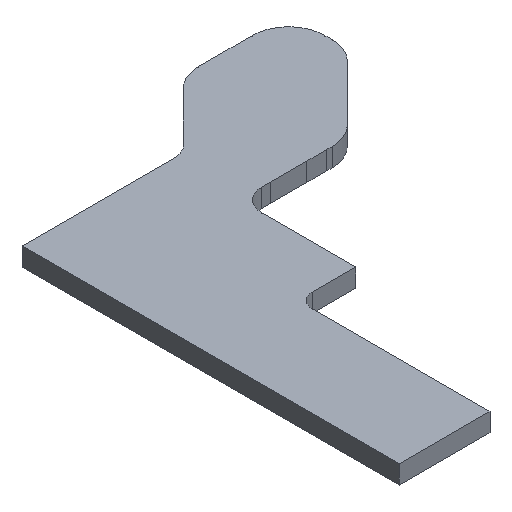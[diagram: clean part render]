
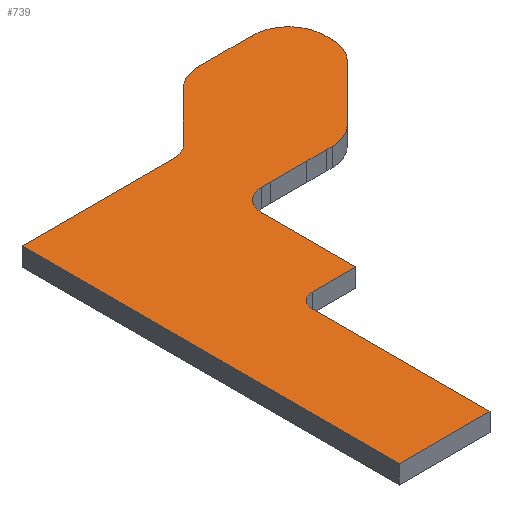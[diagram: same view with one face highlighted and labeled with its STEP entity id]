
A CAD part, isometric view. The second image highlights one B-rep face of the part: STEP entity #739.
In plain terms, the highlighted planar face has unit normal (0, 0, 1).
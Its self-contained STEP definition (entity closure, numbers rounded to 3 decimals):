
#52 = VERTEX_POINT('',#53);
#53 = CARTESIAN_POINT('',(0.127,-26.416,1.291));
#59 = EDGE_CURVE('',#52,#60,#62,.T.);
#60 = VERTEX_POINT('',#61);
#61 = CARTESIAN_POINT('',(6.477,-26.416,1.291));
#62 = LINE('',#63,#64);
#63 = CARTESIAN_POINT('',(0.127,-26.416,1.291));
#64 = VECTOR('',#65,1.);
#65 = DIRECTION('',(1.,0.,0.));
#90 = EDGE_CURVE('',#60,#91,#93,.T.);
#91 = VERTEX_POINT('',#92);
#92 = CARTESIAN_POINT('',(6.477,-13.97,1.291));
#93 = LINE('',#94,#95);
#94 = CARTESIAN_POINT('',(6.477,-26.416,1.291));
#95 = VECTOR('',#96,1.);
#96 = DIRECTION('',(0.,1.,0.));
#121 = EDGE_CURVE('',#91,#122,#124,.T.);
#122 = VERTEX_POINT('',#123);
#123 = CARTESIAN_POINT('',(7.493,-12.954,1.291));
#124 = CIRCLE('',#125,1.017);
#125 = AXIS2_PLACEMENT_3D('',#126,#127,#128);
#126 = CARTESIAN_POINT('',(7.494,-13.971,1.291));
#127 = DIRECTION('',(0.,0.,-1.));
#128 = DIRECTION('',(-1.,0.001,0.));
#154 = EDGE_CURVE('',#122,#155,#157,.T.);
#155 = VERTEX_POINT('',#156);
#156 = CARTESIAN_POINT('',(10.541,-12.954,1.291));
#157 = LINE('',#158,#159);
#158 = CARTESIAN_POINT('',(7.493,-12.954,1.291));
#159 = VECTOR('',#160,1.);
#160 = DIRECTION('',(1.,0.,0.));
#185 = EDGE_CURVE('',#155,#186,#188,.T.);
#186 = VERTEX_POINT('',#187);
#187 = CARTESIAN_POINT('',(10.541,-6.35,1.291));
#188 = LINE('',#189,#190);
#189 = CARTESIAN_POINT('',(10.541,-12.954,1.291));
#190 = VECTOR('',#191,1.);
#191 = DIRECTION('',(0.,1.,0.));
#216 = EDGE_CURVE('',#186,#217,#219,.T.);
#217 = VERTEX_POINT('',#218);
#218 = CARTESIAN_POINT('',(12.065,-4.826,1.291));
#219 = CIRCLE('',#220,1.523);
#220 = AXIS2_PLACEMENT_3D('',#221,#222,#223);
#221 = CARTESIAN_POINT('',(12.064,-6.349,1.291));
#222 = DIRECTION('',(0.,0.,-1.));
#223 = DIRECTION('',(-1.,-0.001,0.));
#249 = EDGE_CURVE('',#217,#250,#252,.T.);
#250 = VERTEX_POINT('',#251);
#251 = CARTESIAN_POINT('',(12.7,-4.826,1.291));
#252 = LINE('',#253,#254);
#253 = CARTESIAN_POINT('',(12.065,-4.826,1.291));
#254 = VECTOR('',#255,1.);
#255 = DIRECTION('',(1.,0.,0.));
#280 = EDGE_CURVE('',#250,#281,#283,.T.);
#281 = VERTEX_POINT('',#282);
#282 = CARTESIAN_POINT('',(15.24,-4.826,1.291));
#283 = LINE('',#284,#285);
#284 = CARTESIAN_POINT('',(12.7,-4.826,1.291));
#285 = VECTOR('',#286,1.);
#286 = DIRECTION('',(1.,0.,0.));
#311 = EDGE_CURVE('',#281,#312,#314,.T.);
#312 = VERTEX_POINT('',#313);
#313 = CARTESIAN_POINT('',(16.637,-4.826,1.291));
#314 = LINE('',#315,#316);
#315 = CARTESIAN_POINT('',(15.24,-4.826,1.291));
#316 = VECTOR('',#317,1.);
#317 = DIRECTION('',(1.,0.,0.));
#342 = EDGE_CURVE('',#312,#343,#345,.T.);
#343 = VERTEX_POINT('',#344);
#344 = CARTESIAN_POINT('',(17.018,-4.826,1.291));
#345 = LINE('',#346,#347);
#346 = CARTESIAN_POINT('',(16.637,-4.826,1.291));
#347 = VECTOR('',#348,1.);
#348 = DIRECTION('',(1.,0.,0.));
#373 = EDGE_CURVE('',#343,#374,#376,.T.);
#374 = VERTEX_POINT('',#375);
#375 = CARTESIAN_POINT('',(18.814,-4.082,1.291));
#376 = CIRCLE('',#377,2.536);
#377 = AXIS2_PLACEMENT_3D('',#378,#379,#380);
#378 = CARTESIAN_POINT('',(17.02,-2.29,1.291));
#379 = DIRECTION('',(0.,0.,1.));
#380 = DIRECTION('',(-0.001,-1.,0.));
#406 = EDGE_CURVE('',#374,#407,#409,.T.);
#407 = VERTEX_POINT('',#408);
#408 = CARTESIAN_POINT('',(22.751,-0.145,1.291));
#409 = LINE('',#410,#411);
#410 = CARTESIAN_POINT('',(18.814,-4.082,1.291));
#411 = VECTOR('',#412,1.);
#412 = DIRECTION('',(0.707,0.707,0.));
#437 = EDGE_CURVE('',#407,#438,#440,.T.);
#438 = VERTEX_POINT('',#439);
#439 = CARTESIAN_POINT('',(23.495,1.651,1.291));
#440 = CIRCLE('',#441,2.536);
#441 = AXIS2_PLACEMENT_3D('',#442,#443,#444);
#442 = CARTESIAN_POINT('',(20.959,1.649,1.291));
#443 = DIRECTION('',(0.,0.,1.));
#444 = DIRECTION('',(0.707,-0.708,0.));
#470 = EDGE_CURVE('',#438,#471,#473,.T.);
#471 = VERTEX_POINT('',#472);
#472 = CARTESIAN_POINT('',(23.495,2.159,1.291));
#473 = LINE('',#474,#475);
#474 = CARTESIAN_POINT('',(23.495,1.651,1.291));
#475 = VECTOR('',#476,1.);
#476 = DIRECTION('',(0.,1.,0.));
#501 = EDGE_CURVE('',#471,#502,#504,.T.);
#502 = VERTEX_POINT('',#503);
#503 = CARTESIAN_POINT('',(20.955,4.699,1.291));
#504 = CIRCLE('',#505,2.54);
#505 = AXIS2_PLACEMENT_3D('',#506,#507,#508);
#506 = CARTESIAN_POINT('',(20.955,2.159,1.291));
#507 = DIRECTION('',(0.,0.,1.));
#508 = DIRECTION('',(1.,0.,0.));
#534 = EDGE_CURVE('',#502,#535,#537,.T.);
#535 = VERTEX_POINT('',#536);
#536 = CARTESIAN_POINT('',(17.181,4.699,1.291));
#537 = LINE('',#538,#539);
#538 = CARTESIAN_POINT('',(20.955,4.699,1.291));
#539 = VECTOR('',#540,1.);
#540 = DIRECTION('',(-1.,0.,0.));
#565 = EDGE_CURVE('',#535,#566,#568,.T.);
#566 = VERTEX_POINT('',#567);
#567 = CARTESIAN_POINT('',(15.385,3.955,1.291));
#568 = CIRCLE('',#569,2.536);
#569 = AXIS2_PLACEMENT_3D('',#570,#571,#572);
#570 = CARTESIAN_POINT('',(17.179,2.163,1.291));
#571 = DIRECTION('',(0.,0.,1.));
#572 = DIRECTION('',(0.001,1.,0.));
#598 = EDGE_CURVE('',#566,#599,#601,.T.);
#599 = VERTEX_POINT('',#600);
#600 = CARTESIAN_POINT('',(11.879,0.449,1.291));
#601 = LINE('',#602,#603);
#602 = CARTESIAN_POINT('',(15.385,3.955,1.291));
#603 = VECTOR('',#604,1.);
#604 = DIRECTION('',(-0.707,-0.707,0.));
#629 = EDGE_CURVE('',#599,#630,#632,.T.);
#630 = VERTEX_POINT('',#631);
#631 = CARTESIAN_POINT('',(10.795,0.,
    1.291));
#632 = CIRCLE('',#633,1.535);
#633 = AXIS2_PLACEMENT_3D('',#634,#635,#636);
#634 = CARTESIAN_POINT('',(10.794,1.535,1.291));
#635 = DIRECTION('',(0.,0.,-1.));
#636 = DIRECTION('',(0.707,-0.707,0.));
#662 = EDGE_CURVE('',#630,#663,#665,.T.);
#663 = VERTEX_POINT('',#664);
#664 = CARTESIAN_POINT('',(0.127,0.,1.291));
#665 = LINE('',#666,#667);
#666 = CARTESIAN_POINT('',(10.795,0.,1.291));
#667 = VECTOR('',#668,1.);
#668 = DIRECTION('',(-1.,0.,0.));
#693 = EDGE_CURVE('',#663,#52,#694,.T.);
#694 = LINE('',#695,#696);
#695 = CARTESIAN_POINT('',(0.127,0.,1.291));
#696 = VECTOR('',#697,1.);
#697 = DIRECTION('',(0.,-1.,0.));
#739 = ADVANCED_FACE('',(#740),#763,.F.);
#740 = FACE_BOUND('',#741,.T.);
#741 = EDGE_LOOP('',(#742,#743,#744,#745,#746,#747,#748,#749,#750,#751,
    #752,#753,#754,#755,#756,#757,#758,#759,#760,#761,#762));
#742 = ORIENTED_EDGE('',*,*,#59,.T.);
#743 = ORIENTED_EDGE('',*,*,#90,.T.);
#744 = ORIENTED_EDGE('',*,*,#121,.T.);
#745 = ORIENTED_EDGE('',*,*,#154,.T.);
#746 = ORIENTED_EDGE('',*,*,#185,.T.);
#747 = ORIENTED_EDGE('',*,*,#216,.T.);
#748 = ORIENTED_EDGE('',*,*,#249,.T.);
#749 = ORIENTED_EDGE('',*,*,#280,.T.);
#750 = ORIENTED_EDGE('',*,*,#311,.T.);
#751 = ORIENTED_EDGE('',*,*,#342,.T.);
#752 = ORIENTED_EDGE('',*,*,#373,.T.);
#753 = ORIENTED_EDGE('',*,*,#406,.T.);
#754 = ORIENTED_EDGE('',*,*,#437,.T.);
#755 = ORIENTED_EDGE('',*,*,#470,.T.);
#756 = ORIENTED_EDGE('',*,*,#501,.T.);
#757 = ORIENTED_EDGE('',*,*,#534,.T.);
#758 = ORIENTED_EDGE('',*,*,#565,.T.);
#759 = ORIENTED_EDGE('',*,*,#598,.T.);
#760 = ORIENTED_EDGE('',*,*,#629,.T.);
#761 = ORIENTED_EDGE('',*,*,#662,.T.);
#762 = ORIENTED_EDGE('',*,*,#693,.T.);
#763 = PLANE('',#764);
#764 = AXIS2_PLACEMENT_3D('',#765,#766,#767);
#765 = CARTESIAN_POINT('',(0.127,-26.416,1.291));
#766 = DIRECTION('',(0.,0.,-1.));
#767 = DIRECTION('',(-1.,0.,0.));
